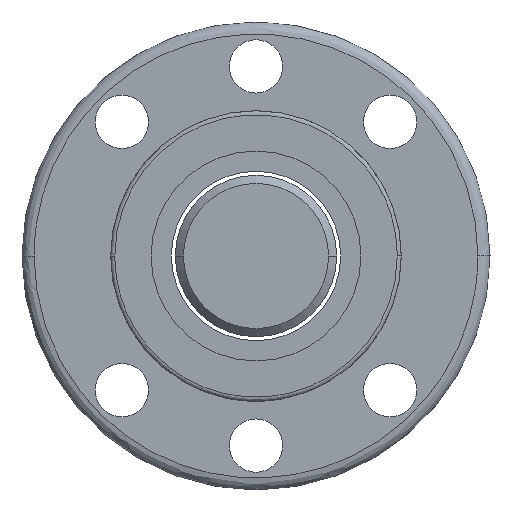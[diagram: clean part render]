
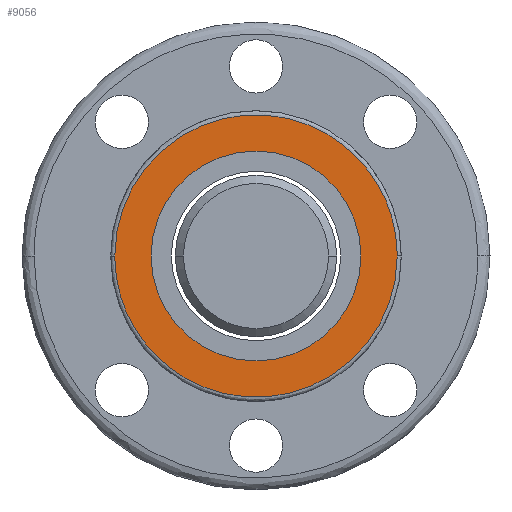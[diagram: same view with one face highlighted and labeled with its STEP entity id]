
A CAD part, left-side view. The second image highlights one B-rep face of the part: STEP entity #9056.
In plain terms, the highlighted planar face has unit normal (-1, 0, 0).
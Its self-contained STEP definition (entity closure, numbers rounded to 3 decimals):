
#673 = VERTEX_POINT ( 'NONE', #23554 ) ;
#842 = CARTESIAN_POINT ( 'NONE',  ( -95., 0., 0. ) ) ;
#1280 = DIRECTION ( 'NONE',  ( 1., 0., 0. ) ) ;
#1462 = CIRCLE ( 'NONE', #15822, 13. ) ;
#1546 = CARTESIAN_POINT ( 'NONE',  ( -95., 17.5, 0. ) ) ;
#2656 = VERTEX_POINT ( 'NONE', #18024 ) ;
#3043 = VERTEX_POINT ( 'NONE', #9477 ) ;
#3729 = CARTESIAN_POINT ( 'NONE',  ( -95., 17.5, -35. ) ) ;
#3999 = CARTESIAN_POINT ( 'NONE',  ( -95., 17.5, 0. ) ) ;
#4935 = CARTESIAN_POINT ( 'NONE',  ( -95., 0., 0. ) ) ;
#8891 = CARTESIAN_POINT ( 'NONE',  ( -95., -17.5, 35. ) ) ;
#9056 = ADVANCED_FACE ( 'NONE', ( #13178, #15306 ), #21842, .T. ) ;
#9477 = CARTESIAN_POINT ( 'NONE',  ( -95., 13., 0. ) ) ;
#10512 = CARTESIAN_POINT ( 'NONE',  ( -95., -17.5, 0. ) ) ;
#10808 = DIRECTION ( 'NONE',  ( 0., 1., 0. ) ) ;
#11362 = ORIENTED_EDGE ( 'NONE', *, *, #14495, .T. ) ;
#11499 = CARTESIAN_POINT ( 'NONE',  ( -95., -17.5, 0. ) ) ;
#12935 = AXIS2_PLACEMENT_3D ( 'NONE', #20275, #16668, #14557 ) ;
#13178 = FACE_OUTER_BOUND ( 'NONE', #23898, .T. ) ;
#13595 =( BOUNDED_CURVE ( )  B_SPLINE_CURVE ( 3, ( #11499, #25088, #3729, #1546 ),
 .UNSPECIFIED., .F., .F. ) 
 B_SPLINE_CURVE_WITH_KNOTS ( ( 4, 4 ),
 ( 0.5, 1. ),
 .UNSPECIFIED. ) 
 CURVE ( )  GEOMETRIC_REPRESENTATION_ITEM ( )  RATIONAL_B_SPLINE_CURVE ( ( 1., 0.333, 0.333, 1. ) ) 
 REPRESENTATION_ITEM ( '' )  );
#14283 = VERTEX_POINT ( 'NONE', #3999 ) ;
#14495 = EDGE_CURVE ( 'NONE', #2656, #3043, #21001, .T. ) ;
#14557 = DIRECTION ( 'NONE',  ( 0., -1., 0. ) ) ;
#14734 = DIRECTION ( 'NONE',  ( 1., 0., 0. ) ) ;
#14768 = CARTESIAN_POINT ( 'NONE',  ( -95., 17.5, 35. ) ) ;
#15306 = FACE_BOUND ( 'NONE', #19686, .T. ) ;
#15822 = AXIS2_PLACEMENT_3D ( 'NONE', #842, #14734, #10808 ) ;
#16456 = ORIENTED_EDGE ( 'NONE', *, *, #17876, .T. ) ;
#16668 = DIRECTION ( 'NONE',  ( -1., 0., 0. ) ) ;
#16691 = DIRECTION ( 'NONE',  ( 0., 1., 0. ) ) ;
#17157 = ORIENTED_EDGE ( 'NONE', *, *, #17576, .F. ) ;
#17576 = EDGE_CURVE ( 'NONE', #673, #14283, #13595, .T. ) ;
#17876 = EDGE_CURVE ( 'NONE', #3043, #2656, #1462, .T. ) ;
#18024 = CARTESIAN_POINT ( 'NONE',  ( -95., -13., 0. ) ) ;
#19686 = EDGE_LOOP ( 'NONE', ( #16456, #11362 ) ) ;
#20275 = CARTESIAN_POINT ( 'NONE',  ( -95., 15.25, 0. ) ) ;
#20568 = CARTESIAN_POINT ( 'NONE',  ( -95., 17.5, 0. ) ) ;
#21001 = CIRCLE ( 'NONE', #21534, 13. ) ;
#21534 = AXIS2_PLACEMENT_3D ( 'NONE', #4935, #1280, #16691 ) ;
#21842 = PLANE ( 'NONE',  #12935 ) ;
#22242 =( BOUNDED_CURVE ( )  B_SPLINE_CURVE ( 3, ( #20568, #14768, #8891, #10512 ),
 .UNSPECIFIED., .F., .T. ) 
 B_SPLINE_CURVE_WITH_KNOTS ( ( 4, 4 ),
 ( 0., 0.5 ),
 .UNSPECIFIED. ) 
 CURVE ( )  GEOMETRIC_REPRESENTATION_ITEM ( )  RATIONAL_B_SPLINE_CURVE ( ( 1., 0.333, 0.333, 1. ) ) 
 REPRESENTATION_ITEM ( '' )  );
#23554 = CARTESIAN_POINT ( 'NONE',  ( -95., -17.5, 0. ) ) ;
#23898 = EDGE_LOOP ( 'NONE', ( #24379, #17157 ) ) ;
#24379 = ORIENTED_EDGE ( 'NONE', *, *, #25099, .F. ) ;
#25088 = CARTESIAN_POINT ( 'NONE',  ( -95., -17.5, -35. ) ) ;
#25099 = EDGE_CURVE ( 'NONE', #14283, #673, #22242, .T. ) ;
